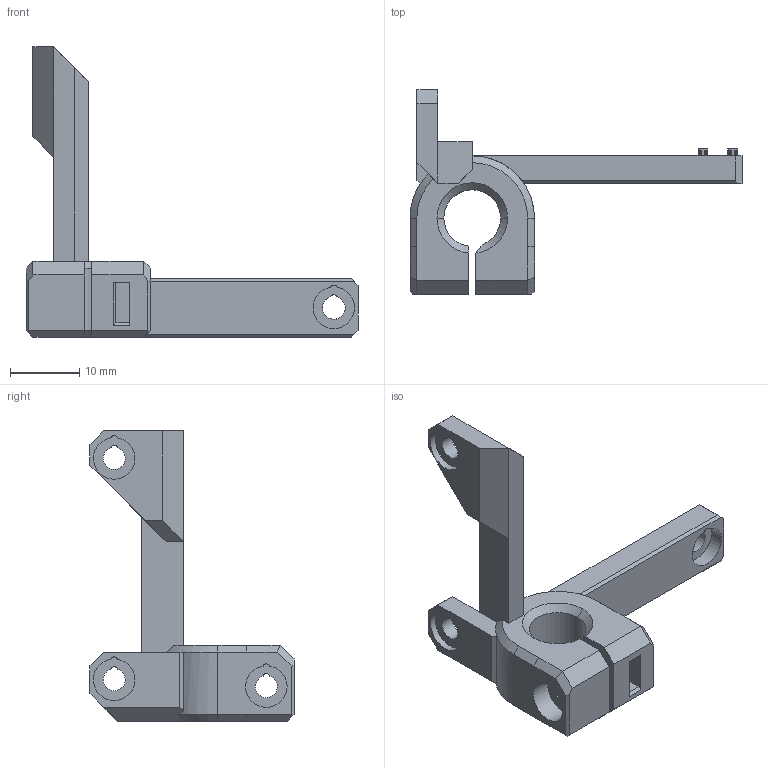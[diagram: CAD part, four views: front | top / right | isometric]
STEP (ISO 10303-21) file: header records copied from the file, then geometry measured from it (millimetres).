
FILE_DESCRIPTION(('FreeCAD Model'),'2;1');
FILE_NAME( 'bear-front-probe-mount-test.step', '2020-03-16T11:05:32',('Author'),(''), 'Open CASCADE STEP processor 7.3','FreeCAD','Unknown');
FILE_SCHEMA(('AUTOMOTIVE_DESIGN { 1 0 10303 214 1 1 1 1 }'));
Length unit declared in the file: millimetre
Products named in the file (1): Fusion010
Bounding box: 48 x 29.5 x 42 mm (x, y, z)
Volume: 5141.6 mm3; surface area: 3842 mm2
Topology: 1 solids, 1 shells, 191 faces, 561 edges, 378 vertices
Faces by surface type: plane 154, cylinder 23, cone 10, bspline 4
Entity records: 13708 total; most frequent: CARTESIAN_POINT 2882, DIRECTION 1894, LINE 1278, VECTOR 1278, ORIENTED_EDGE 1122, PCURVE 1122, DEFINITIONAL_REPRESENTATION 1122, EDGE_CURVE 561
